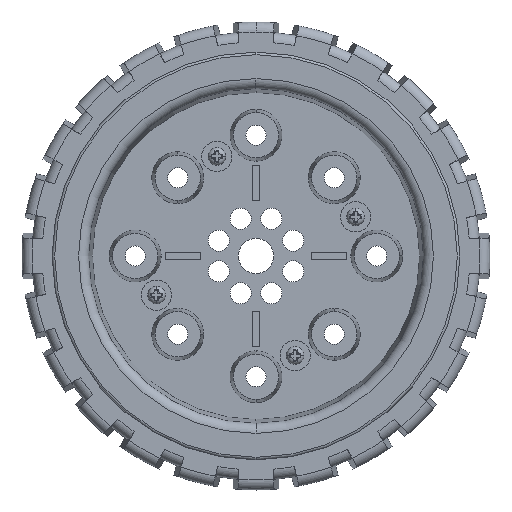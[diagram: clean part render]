
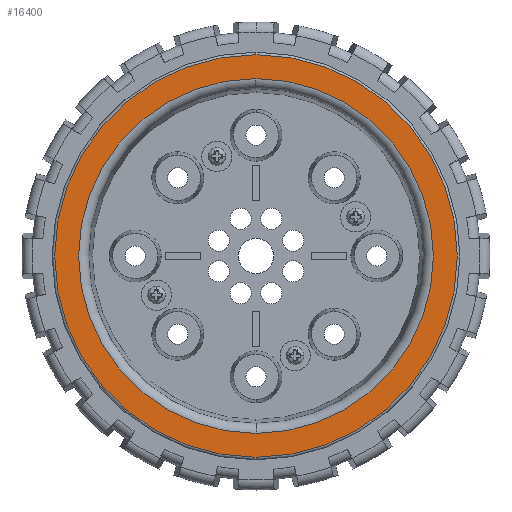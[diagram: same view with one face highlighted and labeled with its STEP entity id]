
A CAD part, left-side view. The second image highlights one B-rep face of the part: STEP entity #16400.
In plain terms, the highlighted planar face has unit normal (-1, 0, 0).
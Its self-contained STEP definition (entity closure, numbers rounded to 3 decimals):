
#417 = DIRECTION ( 'NONE',  ( 0., 1., 0. ) ) ;
#903 = AXIS2_PLACEMENT_3D ( 'NONE', #12666, #19033, #1599 ) ;
#1019 = ORIENTED_EDGE ( 'NONE', *, *, #24355, .T. ) ;
#1599 = DIRECTION ( 'NONE',  ( 0., 0., -1. ) ) ;
#2093 = FACE_BOUND ( 'NONE', #2335, .T. ) ;
#2155 = VERTEX_POINT ( 'NONE', #26451 ) ;
#2262 = ORIENTED_EDGE ( 'NONE', *, *, #4942, .T. ) ;
#2335 = EDGE_LOOP ( 'NONE', ( #19029, #1019 ) ) ;
#2928 = EDGE_CURVE ( 'NONE', #15042, #11346, #5662, .T. ) ;
#3480 = DIRECTION ( 'NONE',  ( -1., 0., 0. ) ) ;
#4942 = EDGE_CURVE ( 'NONE', #11409, #2155, #19157, .T. ) ;
#5178 = DIRECTION ( 'NONE',  ( 0., 0., -1. ) ) ;
#5662 = CIRCLE ( 'NONE', #21539, 35.248 ) ;
#9600 = EDGE_LOOP ( 'NONE', ( #15487, #2262 ) ) ;
#11021 = DIRECTION ( 'NONE',  ( -1., 0., 0. ) ) ;
#11346 = VERTEX_POINT ( 'NONE', #25117 ) ;
#11409 = VERTEX_POINT ( 'NONE', #16915 ) ;
#11561 = DIRECTION ( 'NONE',  ( 1., 0., 0. ) ) ;
#12135 = DIRECTION ( 'NONE',  ( 0., 0., -1. ) ) ;
#12666 = CARTESIAN_POINT ( 'NONE',  ( -104.827, 1.913, 46.101 ) ) ;
#13056 = CARTESIAN_POINT ( 'NONE',  ( -104.827, 1.913, 46.101 ) ) ;
#13749 = EDGE_CURVE ( 'NONE', #2155, #11409, #16617, .T. ) ;
#13955 = AXIS2_PLACEMENT_3D ( 'NONE', #23752, #19243, #417 ) ;
#14663 = CARTESIAN_POINT ( 'NONE',  ( -104.827, 1.913, 46.101 ) ) ;
#15042 = VERTEX_POINT ( 'NONE', #23306 ) ;
#15141 = PLANE ( 'NONE',  #13955 ) ;
#15487 = ORIENTED_EDGE ( 'NONE', *, *, #13749, .T. ) ;
#16400 = ADVANCED_FACE ( 'NONE', ( #2093, #24037 ), #15141, .F. ) ;
#16617 = CIRCLE ( 'NONE', #21112, 40. ) ;
#16894 = AXIS2_PLACEMENT_3D ( 'NONE', #13056, #11021, #19425 ) ;
#16915 = CARTESIAN_POINT ( 'NONE',  ( -104.827, 1.913, 86.101 ) ) ;
#19029 = ORIENTED_EDGE ( 'NONE', *, *, #2928, .T. ) ;
#19033 = DIRECTION ( 'NONE',  ( 1., 0., 0. ) ) ;
#19157 = CIRCLE ( 'NONE', #16894, 40. ) ;
#19243 = DIRECTION ( 'NONE',  ( 1., 0., 0. ) ) ;
#19425 = DIRECTION ( 'NONE',  ( 0., 0., -1. ) ) ;
#21112 = AXIS2_PLACEMENT_3D ( 'NONE', #14663, #3480, #12135 ) ;
#21539 = AXIS2_PLACEMENT_3D ( 'NONE', #24315, #11561, #5178 ) ;
#23306 = CARTESIAN_POINT ( 'NONE',  ( -104.827, 1.913, 10.853 ) ) ;
#23752 = CARTESIAN_POINT ( 'NONE',  ( -104.827, 1.913, 46.101 ) ) ;
#24037 = FACE_OUTER_BOUND ( 'NONE', #9600, .T. ) ;
#24315 = CARTESIAN_POINT ( 'NONE',  ( -104.827, 1.913, 46.101 ) ) ;
#24355 = EDGE_CURVE ( 'NONE', #11346, #15042, #27539, .T. ) ;
#25117 = CARTESIAN_POINT ( 'NONE',  ( -104.827, 1.913, 81.349 ) ) ;
#26451 = CARTESIAN_POINT ( 'NONE',  ( -104.827, 1.913, 6.101 ) ) ;
#27539 = CIRCLE ( 'NONE', #903, 35.248 ) ;
